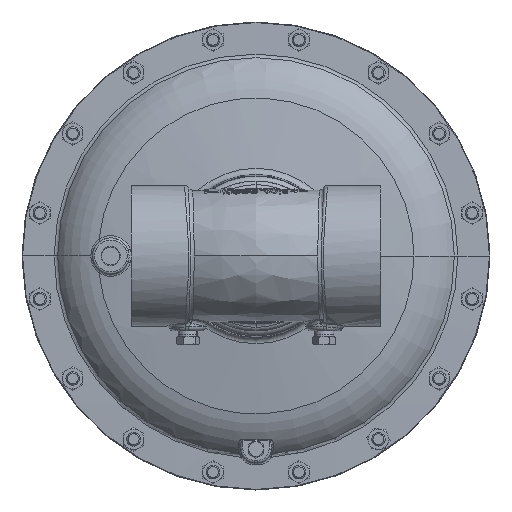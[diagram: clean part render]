
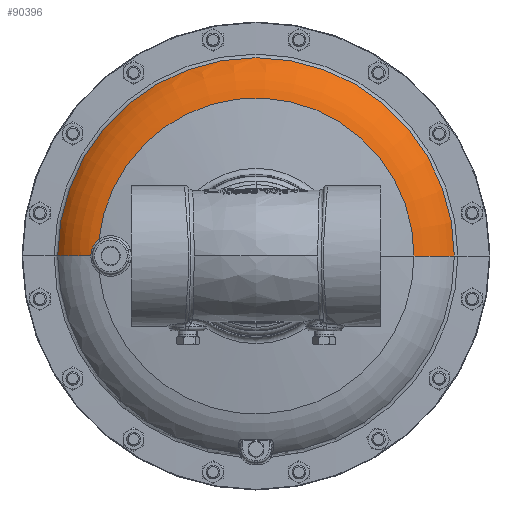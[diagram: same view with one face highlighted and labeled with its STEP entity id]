
A CAD part, front view. The second image highlights one B-rep face of the part: STEP entity #90396.
In plain terms, the highlighted toroidal (fillet/blend) face has major radius 101.696 mm and minor radius 46.038 mm.
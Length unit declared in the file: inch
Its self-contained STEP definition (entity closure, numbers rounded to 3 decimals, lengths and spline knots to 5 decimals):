
#954 = CARTESIAN_POINT ( 'NONE',  ( 0., 9.00689, 0. ) ) ;
#1373 = CARTESIAN_POINT ( 'NONE',  ( -4.44321, 8.33615, 0.32666 ) ) ;
#3699 = CIRCLE ( 'NONE', #100599, 1.8125 ) ;
#6192 = CARTESIAN_POINT ( 'NONE',  ( -5.45576, 9.00689, 0. ) ) ;
#11668 = DIRECTION ( 'NONE',  ( 0., -1., 0. ) ) ;
#13112 = CARTESIAN_POINT ( 'NONE',  ( -4.54354, 8.36149, 0. ) ) ;
#13223 = DIRECTION ( 'NONE',  ( 1., 0., 0. ) ) ;
#13628 = CARTESIAN_POINT ( 'NONE',  ( -4.38752, 8.32417, 0.39295 ) ) ;
#16274 = EDGE_CURVE ( 'NONE', #114796, #78665, #33414, .T. ) ;
#16646 = VERTEX_POINT ( 'NONE', #54775 ) ;
#22495 = CIRCLE ( 'NONE', #153543, 5.45576 ) ;
#25842 = CARTESIAN_POINT ( 'NONE',  ( -4.34014, 8.31495, 0.43717 ) ) ;
#29540 = ORIENTED_EDGE ( 'NONE', *, *, #16274, .T. ) ;
#31410 = CARTESIAN_POINT ( 'NONE',  ( -4.54354, 8.36149, 0. ) ) ;
#32465 = CIRCLE ( 'NONE', #135634, 4.34629 ) ;
#33414 = CIRCLE ( 'NONE', #118898, 1.8125 ) ;
#37321 = EDGE_CURVE ( 'NONE', #112001, #16646, #32465, .T. ) ;
#37582 = CARTESIAN_POINT ( 'NONE',  ( -4.53733, 8.35981, 0.08697 ) ) ;
#38538 = CARTESIAN_POINT ( 'NONE',  ( 0., 8.31191, 0. ) ) ;
#39346 = B_SPLINE_CURVE_WITH_KNOTS ( 'NONE', 3,
 ( #13112, #98106, #110263, #37582, #122520, #49762, #134708, #61989, #146865, #74158, #1373, #86366, #13628, #98631, #25842, #110785 ),
 .UNSPECIFIED., .F., .F.,
 ( 4, 2, 2, 2, 2, 2, 2, 4 ),
 ( 0.01321, 0.01486, 0.01651, 0.01816, 0.0198, 0.0231, 0.02475, 0.02639 ),
 .UNSPECIFIED. ) ;
#39483 = ORIENTED_EDGE ( 'NONE', *, *, #152209, .F. ) ;
#49762 = CARTESIAN_POINT ( 'NONE',  ( -4.5239, 8.35622, 0.15041 ) ) ;
#50715 = DIRECTION ( 'NONE',  ( -1., 0., 0. ) ) ;
#54775 = CARTESIAN_POINT ( 'NONE',  ( -4.3229, 8.31191, 0.45036 ) ) ;
#60547 = DIRECTION ( 'NONE',  ( -1., 0., 0. ) ) ;
#61989 = CARTESIAN_POINT ( 'NONE',  ( -4.50337, 8.35088, 0.212 ) ) ;
#63257 = EDGE_LOOP ( 'NONE', ( #39483, #99145, #29540, #103859, #116535 ) ) ;
#63471 = CARTESIAN_POINT ( 'NONE',  ( -4.00379, 10.09176, 0. ) ) ;
#65613 = CARTESIAN_POINT ( 'NONE',  ( 5.45576, 9.00689, 0. ) ) ;
#69201 = DIRECTION ( 'NONE',  ( 0., 0., -1. ) ) ;
#74158 = CARTESIAN_POINT ( 'NONE',  ( -4.46634, 8.34166, 0.29049 ) ) ;
#75669 = DIRECTION ( 'NONE',  ( 1., 0., 0. ) ) ;
#78665 = VERTEX_POINT ( 'NONE', #31410 ) ;
#81944 = VERTEX_POINT ( 'NONE', #65613 ) ;
#85961 = DIRECTION ( 'NONE',  ( 0., -1., 0. ) ) ;
#86366 = CARTESIAN_POINT ( 'NONE',  ( -4.40223, 8.32725, 0.3769 ) ) ;
#90396 = ADVANCED_FACE ( 'NONE', ( #103049 ), #131547, .T. ) ;
#98106 = CARTESIAN_POINT ( 'NONE',  ( -4.54354, 8.36149, 0.0217 ) ) ;
#98631 = CARTESIAN_POINT ( 'NONE',  ( -4.35651, 8.31803, 0.42304 ) ) ;
#99145 = ORIENTED_EDGE ( 'NONE', *, *, #153894, .T. ) ;
#100599 = AXIS2_PLACEMENT_3D ( 'NONE', #141950, #69201, #154098 ) ;
#103049 = FACE_OUTER_BOUND ( 'NONE', #63257, .T. ) ;
#103859 = ORIENTED_EDGE ( 'NONE', *, *, #123967, .T. ) ;
#110263 = CARTESIAN_POINT ( 'NONE',  ( -4.54229, 8.36115, 0.04365 ) ) ;
#110732 = AXIS2_PLACEMENT_3D ( 'NONE', #133257, #11668, #60547 ) ;
#110785 = CARTESIAN_POINT ( 'NONE',  ( -4.3229, 8.31191, 0.45036 ) ) ;
#112001 = VERTEX_POINT ( 'NONE', #154125 ) ;
#114796 = VERTEX_POINT ( 'NONE', #6192 ) ;
#116535 = ORIENTED_EDGE ( 'NONE', *, *, #37321, .F. ) ;
#118898 = AXIS2_PLACEMENT_3D ( 'NONE', #63471, #148366, #75669 ) ;
#122520 = CARTESIAN_POINT ( 'NONE',  ( -4.53364, 8.35881, 0.10832 ) ) ;
#123469 = DIRECTION ( 'NONE',  ( 0., -1., 0. ) ) ;
#123967 = EDGE_CURVE ( 'NONE', #78665, #16646, #39346, .T. ) ;
#131547 = TOROIDAL_SURFACE ( 'NONE', #110732, 4.00379, 1.8125 ) ;
#133257 = CARTESIAN_POINT ( 'NONE',  ( 0., 10.09176, 0. ) ) ;
#134708 = CARTESIAN_POINT ( 'NONE',  ( -4.51786, 8.35462, 0.17114 ) ) ;
#135634 = AXIS2_PLACEMENT_3D ( 'NONE', #38538, #123469, #50715 ) ;
#141950 = CARTESIAN_POINT ( 'NONE',  ( 4.00379, 10.09176, 0. ) ) ;
#146865 = CARTESIAN_POINT ( 'NONE',  ( -4.49487, 8.34872, 0.23221 ) ) ;
#148366 = DIRECTION ( 'NONE',  ( 0., 0., 1. ) ) ;
#152209 = EDGE_CURVE ( 'NONE', #81944, #112001, #3699, .T. ) ;
#153543 = AXIS2_PLACEMENT_3D ( 'NONE', #954, #85961, #13223 ) ;
#153894 = EDGE_CURVE ( 'NONE', #81944, #114796, #22495, .T. ) ;
#154098 = DIRECTION ( 'NONE',  ( -1., 0., 0. ) ) ;
#154125 = CARTESIAN_POINT ( 'NONE',  ( 4.34629, 8.31191, 0. ) ) ;
